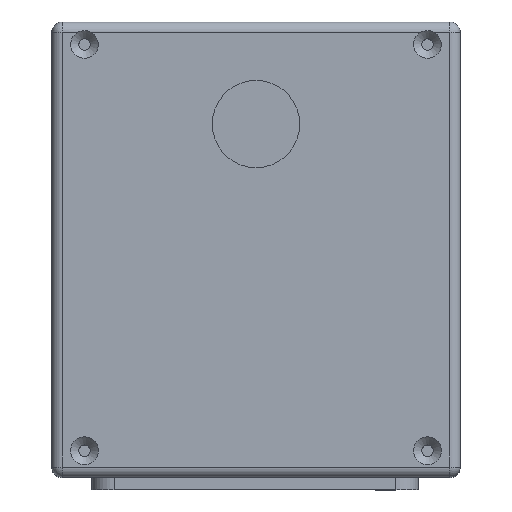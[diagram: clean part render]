
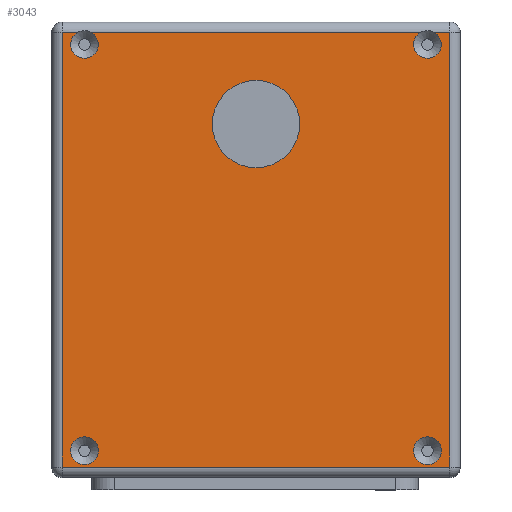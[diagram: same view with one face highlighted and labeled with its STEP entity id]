
A CAD part, top view. The second image highlights one B-rep face of the part: STEP entity #3043.
In plain terms, the highlighted planar face has unit normal (0, 0, 1).
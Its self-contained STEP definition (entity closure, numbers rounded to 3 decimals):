
#89=FACE_BOUND('',#432,.T.);
#90=FACE_BOUND('',#433,.T.);
#91=FACE_BOUND('',#434,.T.);
#158=PLANE('',#3256);
#252=FACE_OUTER_BOUND('',#431,.T.);
#431=EDGE_LOOP('',(#2239,#2240,#2241,#2242,#2243,#2244,#2245,#2246,#2247,
#2248));
#432=EDGE_LOOP('',(#2249));
#433=EDGE_LOOP('',(#2250));
#434=EDGE_LOOP('',(#2251));
#668=LINE('',#4630,#931);
#669=LINE('',#4632,#932);
#670=LINE('',#4634,#933);
#671=LINE('',#4636,#934);
#672=LINE('',#4638,#935);
#673=LINE('',#4644,#936);
#931=VECTOR('',#3727,10.);
#932=VECTOR('',#3728,10.);
#933=VECTOR('',#3729,10.);
#934=VECTOR('',#3730,10.);
#935=VECTOR('',#3731,10.);
#936=VECTOR('',#3736,10.);
#1162=CIRCLE('',#3251,10.7);
#1164=CIRCLE('',#3254,3.4);
#1166=CIRCLE('',#3257,3.4);
#1167=CIRCLE('',#3258,3.4);
#1168=CIRCLE('',#3259,3.4);
#1169=CIRCLE('',#3260,3.4);
#1170=CIRCLE('',#3261,3.4);
#1358=VERTEX_POINT('',#4614);
#1360=VERTEX_POINT('',#4620);
#1362=VERTEX_POINT('',#4626);
#1363=VERTEX_POINT('',#4627);
#1364=VERTEX_POINT('',#4629);
#1365=VERTEX_POINT('',#4631);
#1366=VERTEX_POINT('',#4633);
#1367=VERTEX_POINT('',#4635);
#1368=VERTEX_POINT('',#4637);
#1369=VERTEX_POINT('',#4639);
#1370=VERTEX_POINT('',#4641);
#1371=VERTEX_POINT('',#4643);
#1372=VERTEX_POINT('',#4646);
#1680=EDGE_CURVE('',#1358,#1358,#1162,.T.);
#1683=EDGE_CURVE('',#1360,#1360,#1164,.T.);
#1686=EDGE_CURVE('',#1362,#1363,#1166,.T.);
#1687=EDGE_CURVE('',#1364,#1362,#668,.T.);
#1688=EDGE_CURVE('',#1365,#1364,#669,.T.);
#1689=EDGE_CURVE('',#1366,#1365,#670,.T.);
#1690=EDGE_CURVE('',#1367,#1366,#671,.T.);
#1691=EDGE_CURVE('',#1368,#1367,#672,.T.);
#1692=EDGE_CURVE('',#1369,#1368,#1167,.T.);
#1693=EDGE_CURVE('',#1370,#1369,#1168,.T.);
#1694=EDGE_CURVE('',#1371,#1370,#673,.T.);
#1695=EDGE_CURVE('',#1363,#1371,#1169,.T.);
#1696=EDGE_CURVE('',#1372,#1372,#1170,.T.);
#2239=ORIENTED_EDGE('',*,*,#1686,.F.);
#2240=ORIENTED_EDGE('',*,*,#1687,.F.);
#2241=ORIENTED_EDGE('',*,*,#1688,.F.);
#2242=ORIENTED_EDGE('',*,*,#1689,.F.);
#2243=ORIENTED_EDGE('',*,*,#1690,.F.);
#2244=ORIENTED_EDGE('',*,*,#1691,.F.);
#2245=ORIENTED_EDGE('',*,*,#1692,.F.);
#2246=ORIENTED_EDGE('',*,*,#1693,.F.);
#2247=ORIENTED_EDGE('',*,*,#1694,.F.);
#2248=ORIENTED_EDGE('',*,*,#1695,.F.);
#2249=ORIENTED_EDGE('',*,*,#1680,.T.);
#2250=ORIENTED_EDGE('',*,*,#1696,.F.);
#2251=ORIENTED_EDGE('',*,*,#1683,.F.);
#3043=ADVANCED_FACE('',(#252,#89,#90,#91),#158,.T.);
#3251=AXIS2_PLACEMENT_3D('',#4615,#3711,#3712);
#3254=AXIS2_PLACEMENT_3D('',#4621,#3718,#3719);
#3256=AXIS2_PLACEMENT_3D('',#4625,#3723,#3724);
#3257=AXIS2_PLACEMENT_3D('',#4628,#3725,#3726);
#3258=AXIS2_PLACEMENT_3D('',#4640,#3732,#3733);
#3259=AXIS2_PLACEMENT_3D('',#4642,#3734,#3735);
#3260=AXIS2_PLACEMENT_3D('',#4645,#3737,#3738);
#3261=AXIS2_PLACEMENT_3D('',#4647,#3739,#3740);
#3711=DIRECTION('center_axis',(0.,0.,-1.));
#3712=DIRECTION('ref_axis',(-1.,0.,0.));
#3718=DIRECTION('center_axis',(0.,0.,1.));
#3719=DIRECTION('ref_axis',(-1.,0.,0.));
#3723=DIRECTION('center_axis',(0.,0.,1.));
#3724=DIRECTION('ref_axis',(1.,0.,0.));
#3725=DIRECTION('center_axis',(0.,0.,1.));
#3726=DIRECTION('ref_axis',(-1.,0.,0.));
#3727=DIRECTION('',(1.,0.,0.));
#3728=DIRECTION('',(0.,1.,0.));
#3729=DIRECTION('',(-1.,0.,0.));
#3730=DIRECTION('',(0.,-1.,0.));
#3731=DIRECTION('',(1.,0.,0.));
#3732=DIRECTION('center_axis',(0.,0.,1.));
#3733=DIRECTION('ref_axis',(-1.,0.,0.));
#3734=DIRECTION('center_axis',(0.,0.,1.));
#3735=DIRECTION('ref_axis',(-1.,0.,0.));
#3736=DIRECTION('',(1.,0.,0.));
#3737=DIRECTION('center_axis',(0.,0.,1.));
#3738=DIRECTION('ref_axis',(-1.,0.,0.));
#3739=DIRECTION('center_axis',(0.,0.,1.));
#3740=DIRECTION('ref_axis',(-1.,0.,0.));
#4614=CARTESIAN_POINT('',(-74.3,65.,12.));
#4615=CARTESIAN_POINT('Origin',(-85.,65.,12.));
#4620=CARTESIAN_POINT('',(-123.6,-15.,12.));
#4621=CARTESIAN_POINT('Origin',(-127.,-15.,12.));
#4625=CARTESIAN_POINT('Origin',(-85.,34.25,12.));
#4626=CARTESIAN_POINT('',(-128.6,87.5,12.));
#4627=CARTESIAN_POINT('',(-123.6,84.5,12.));
#4628=CARTESIAN_POINT('Origin',(-127.,84.5,12.));
#4629=CARTESIAN_POINT('',(-132.5,87.5,12.));
#4630=CARTESIAN_POINT('',(-60.,87.5,12.));
#4631=CARTESIAN_POINT('',(-132.5,-19.,12.));
#4632=CARTESIAN_POINT('',(-132.5,62.125,12.));
#4633=CARTESIAN_POINT('',(-37.5,-19.,12.));
#4634=CARTESIAN_POINT('',(-110.,-19.,12.));
#4635=CARTESIAN_POINT('',(-37.5,87.5,12.));
#4636=CARTESIAN_POINT('',(-37.5,6.375,12.));
#4637=CARTESIAN_POINT('',(-41.4,87.5,12.));
#4638=CARTESIAN_POINT('',(-60.,87.5,12.));
#4639=CARTESIAN_POINT('',(-39.6,84.5,12.));
#4640=CARTESIAN_POINT('Origin',(-43.,84.5,12.));
#4641=CARTESIAN_POINT('',(-44.6,87.5,12.));
#4642=CARTESIAN_POINT('Origin',(-43.,84.5,12.));
#4643=CARTESIAN_POINT('',(-125.4,87.5,12.));
#4644=CARTESIAN_POINT('',(-60.,87.5,12.));
#4645=CARTESIAN_POINT('Origin',(-127.,84.5,12.));
#4646=CARTESIAN_POINT('',(-39.6,-15.,12.));
#4647=CARTESIAN_POINT('Origin',(-43.,-15.,12.));
